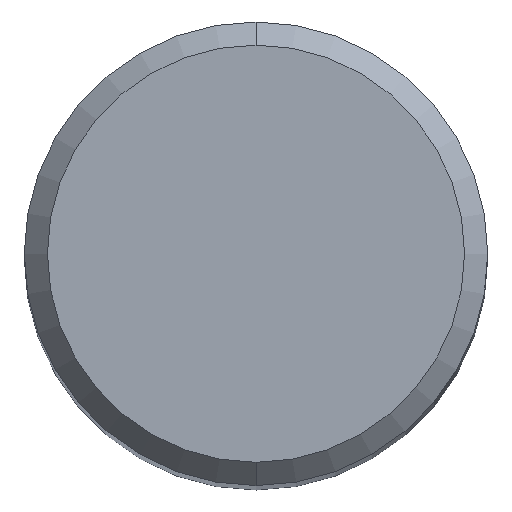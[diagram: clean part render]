
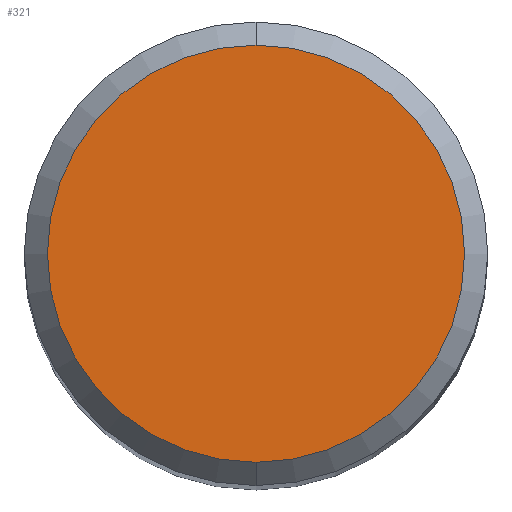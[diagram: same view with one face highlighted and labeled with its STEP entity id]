
A CAD part, top view. The second image highlights one B-rep face of the part: STEP entity #321.
In plain terms, the highlighted planar face has unit normal (0, 0, 1).
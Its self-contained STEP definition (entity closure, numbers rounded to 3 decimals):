
#303=VERTEX_POINT('',#632);
#321=ADVANCED_FACE('',(#656),#657,.T.);
#395=VERTEX_POINT('',#737);
#453=EDGE_CURVE('',#303,#395,#800,.T.);
#475=EDGE_CURVE('',#395,#303,#823,.T.);
#632=CARTESIAN_POINT('',(0.0,3.6,0.0));
#656=FACE_OUTER_BOUND('',#1164,.T.);
#657=PLANE('',#1165);
#737=CARTESIAN_POINT('',(0.,-3.6,0.0));
#800=CIRCLE('',#1432,3.6);
#823=CIRCLE('',#1490,3.6);
#1164=EDGE_LOOP('',(#1692,#1693));
#1165=AXIS2_PLACEMENT_3D('',#1694,#1695,#1696);
#1432=AXIS2_PLACEMENT_3D('',#1842,#1843,#1844);
#1490=AXIS2_PLACEMENT_3D('',#1857,#1858,#1859);
#1692=ORIENTED_EDGE('',*,*,#453,.F.);
#1693=ORIENTED_EDGE('',*,*,#475,.F.);
#1694=CARTESIAN_POINT('',(0.0,1.8,0.0));
#1695=DIRECTION('',(-0.0,0.0,1.0));
#1696=DIRECTION('',(0.0,-1.0,0.0));
#1842=CARTESIAN_POINT('',(0.0,0.0,0.0));
#1843=DIRECTION('',(0.0,0.0,-1.0));
#1844=DIRECTION('',(0.0,1.0,0.0));
#1857=CARTESIAN_POINT('',(0.0,0.0,0.0));
#1858=DIRECTION('',(0.0,0.0,-1.0));
#1859=DIRECTION('',(0.0,1.0,0.0));
